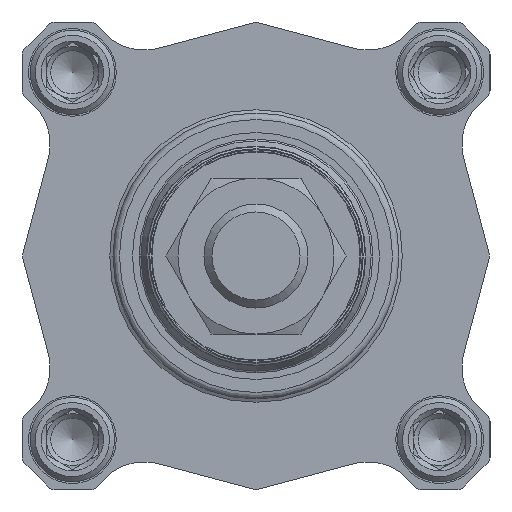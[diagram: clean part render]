
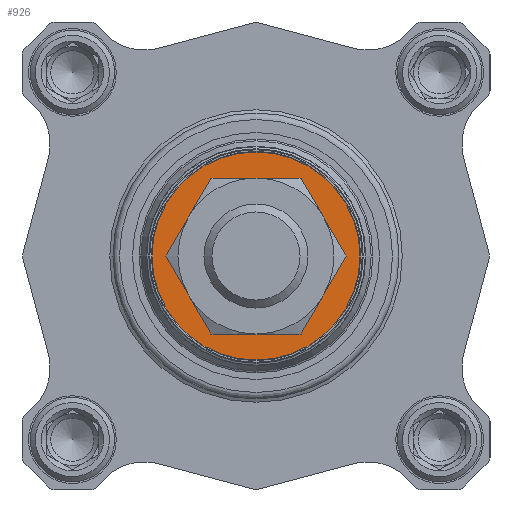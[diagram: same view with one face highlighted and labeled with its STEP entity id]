
A CAD part, left-side view. The second image highlights one B-rep face of the part: STEP entity #926.
In plain terms, the highlighted planar face has unit normal (-1, 0, 0).
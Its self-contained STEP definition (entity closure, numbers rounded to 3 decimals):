
#926 = ADVANCED_FACE( '', ( #2037, #2038 ), #2039, .F. );
#2037 = FACE_BOUND( '', #3425, .T. );
#2038 = FACE_OUTER_BOUND( '', #3426, .T. );
#2039 = PLANE( '', #3427 );
#3425 = EDGE_LOOP( '', ( #5580 ) );
#3426 = EDGE_LOOP( '', ( #5581 ) );
#3427 = AXIS2_PLACEMENT_3D( '', #5582, #5583, #5584 );
#5580 = ORIENTED_EDGE( '', *, *, #8083, .T. );
#5581 = ORIENTED_EDGE( '', *, *, #8203, .F. );
#5582 = CARTESIAN_POINT( '', ( -416., 9.5, 0. ) );
#5583 = DIRECTION( '', ( 1., 0., 0. ) );
#5584 = DIRECTION( '', ( 0., 0., -1. ) );
#8083 = EDGE_CURVE( '', #9617, #9617, #9618, .T. );
#8203 = EDGE_CURVE( '', #9834, #9834, #9835, .T. );
#9617 = VERTEX_POINT( '', #11779 );
#9618 = CIRCLE( '', #11780, 10.7 );
#9834 = VERTEX_POINT( '', #12074 );
#9835 = CIRCLE( '', #12075, 16. );
#11779 = CARTESIAN_POINT( '', ( -416., 0., -10.7 ) );
#11780 = AXIS2_PLACEMENT_3D( '', #14416, #14417, #14418 );
#12074 = CARTESIAN_POINT( '', ( -416., 0., -16. ) );
#12075 = AXIS2_PLACEMENT_3D( '', #14616, #14617, #14618 );
#14416 = CARTESIAN_POINT( '', ( -416., 0., 0. ) );
#14417 = DIRECTION( '', ( 1., 0., 0. ) );
#14418 = DIRECTION( '', ( 0., 0., -1. ) );
#14616 = CARTESIAN_POINT( '', ( -416., 0., 0. ) );
#14617 = DIRECTION( '', ( 1., 0., 0. ) );
#14618 = DIRECTION( '', ( 0., 0., -1. ) );
